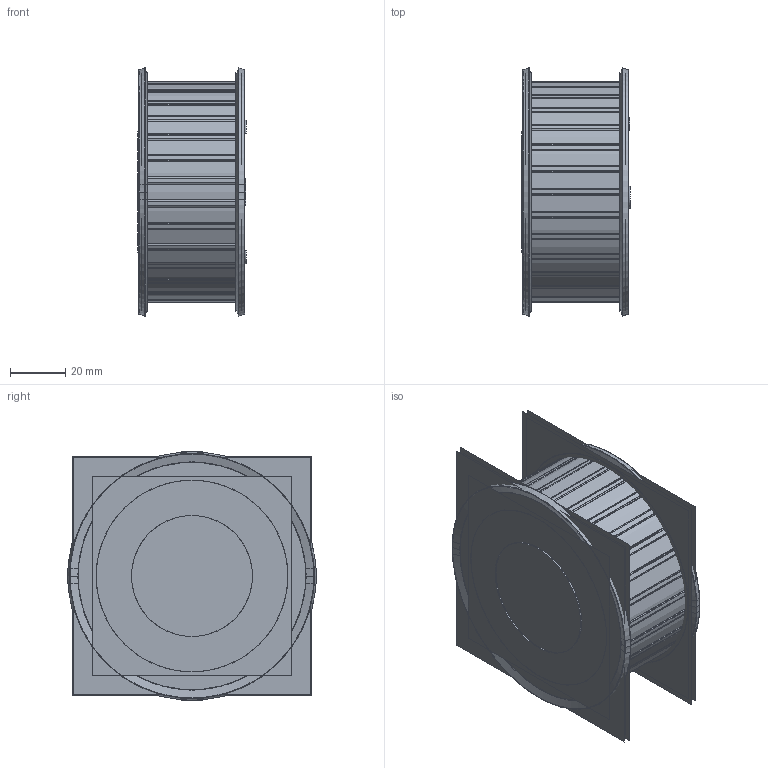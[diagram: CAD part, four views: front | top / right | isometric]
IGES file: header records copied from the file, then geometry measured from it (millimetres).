
Global section: file name: _cgs_temp_output.igs; native system: Creo Parametric by Parametric Technology Corporation; preprocessor: 2016360; author: SYSTEM; organization: Unknown; date: 20170924.115031; units: inch
Bounding box: 39.31 x 90.11 x 89.99 mm (x, y, z)
Volume: 115473.6 mm3; surface area: 452979.5 mm2
Topology: 3 solids, 3 shells, 568 faces, 3328 edges, 4410 vertices
Faces by surface type: revolution 544, bspline 24
